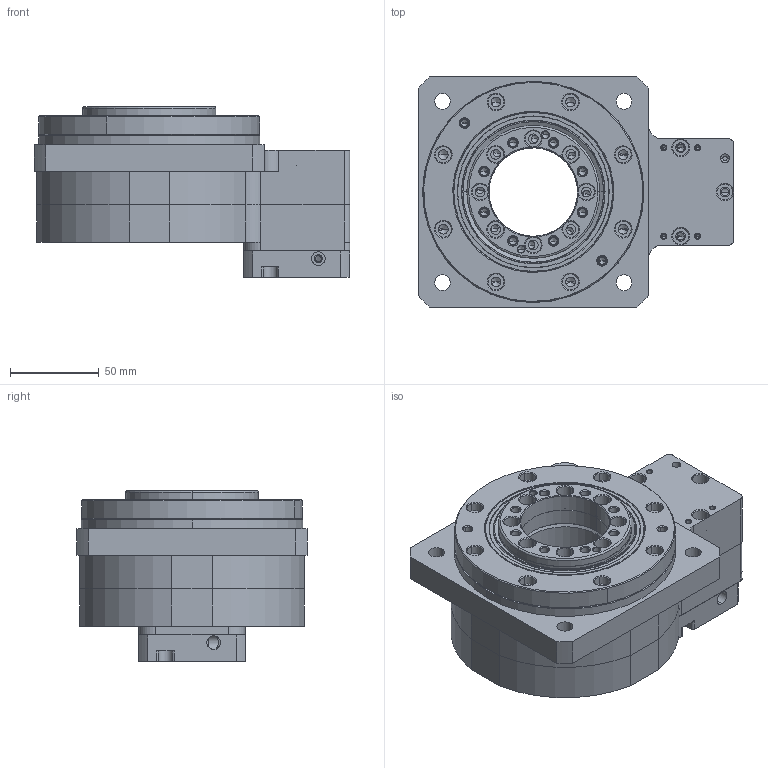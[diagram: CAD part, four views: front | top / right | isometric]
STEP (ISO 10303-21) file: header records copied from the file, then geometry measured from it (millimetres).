
FILE_DESCRIPTION(/* description */ ('Alibre Inc.'),/* implementation_level */ '2;1');
FILE_NAME(/* name */ 'export-0F768429-DDAF-41FD-9F5E-546F96BE3643',/* time_stamp */ '2019-11-12T11:39:43+01:00',/* author */ (''),/* organization */ (''),/* preprocessor_version */ 'ST-DEVELOPER v17',/* originating_system */ 'Alibre',/* authorisation */ '');
FILE_SCHEMA (('AUTOMOTIVE_DESIGN'));
Length unit declared in the file: millimetre
Bounding box: 178.29 x 130 x 96.6 mm (x, y, z)
Volume: 721845.7 mm3; surface area: 232162.8 mm2
Topology: 9 solids, 9 shells, 1132 faces, 2671 edges, 1580 vertices
Faces by surface type: cylinder 522, cone 342, plane 182, torus 84, bspline 2
Entity records: 33400 total; most frequent: CARTESIAN_POINT 7171, DIRECTION 5735, ORIENTED_EDGE 5102, EDGE_CURVE 2551, AXIS2_PLACEMENT_3D 2476, VERTEX_POINT 1580, CIRCLE 1421, EDGE_LOOP 1399
